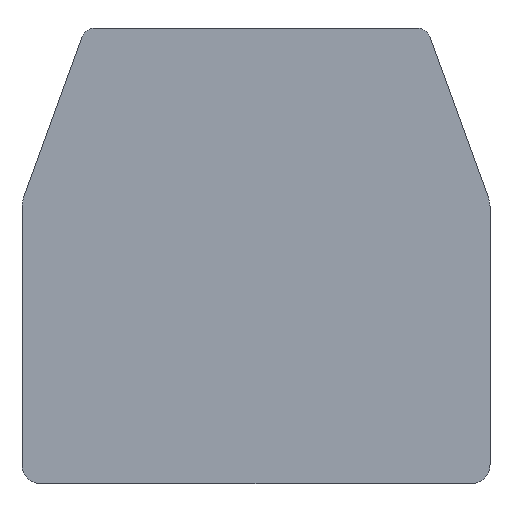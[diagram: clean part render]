
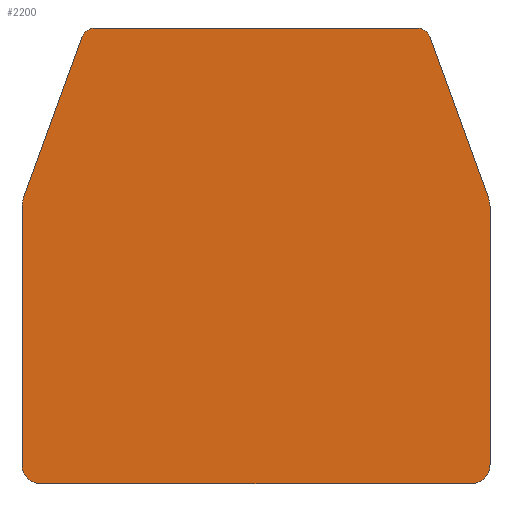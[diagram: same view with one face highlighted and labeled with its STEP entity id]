
A CAD part, top view. The second image highlights one B-rep face of the part: STEP entity #2200.
In plain terms, the highlighted planar face has unit normal (0, 0, 1).
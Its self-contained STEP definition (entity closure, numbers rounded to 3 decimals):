
#1110=CARTESIAN_POINT('',(13.737,39.907,1.5));
#1120=DIRECTION('',(0.,0.,1.));
#1130=DIRECTION('',(1.,0.,0.));
#1140=AXIS2_PLACEMENT_3D('',#1110,#1120,#1130);
#1150=PLANE('',#1140);
#1160=CARTESIAN_POINT('',(-12.8,35.,1.5));
#1170=DIRECTION('',(0.,0.,-1.));
#1180=DIRECTION('',(-1.,0.,0.));
#1190=AXIS2_PLACEMENT_3D('',#1160,#1170,#1180);
#1200=CIRCLE('',#1190,1.);
#1210=CARTESIAN_POINT('',(-13.739,35.342,1.5));
#1220=VERTEX_POINT('',#1210);
#1230=CARTESIAN_POINT('',(-12.8,36.,1.5));
#1240=VERTEX_POINT('',#1230);
#1250=EDGE_CURVE('',#1220,#1240,#1200,.T.);
#1260=ORIENTED_EDGE('',*,*,#1250,.F.);
#1270=CARTESIAN_POINT('',(13.737,36.,1.5));
#1280=DIRECTION('',(-1.,0.,0.));
#1290=VECTOR('',#1280,1.);
#1300=LINE('',#1270,#1290);
#1310=CARTESIAN_POINT('',(12.8,36.,1.5));
#1320=VERTEX_POINT('',#1310);
#1330=EDGE_CURVE('',#1320,#1240,#1300,.T.);
#1340=ORIENTED_EDGE('',*,*,#1330,.T.);
#1350=CARTESIAN_POINT('',(12.8,35.,1.5));
#1360=DIRECTION('',(0.,0.,1.));
#1370=DIRECTION('',(1.,0.,0.));
#1380=AXIS2_PLACEMENT_3D('',#1350,#1360,#1370);
#1390=CIRCLE('',#1380,1.);
#1400=CARTESIAN_POINT('',(13.739,35.342,1.5));
#1410=VERTEX_POINT('',#1400);
#1420=EDGE_CURVE('',#1410,#1320,#1390,.T.);
#1430=ORIENTED_EDGE('',*,*,#1420,.T.);
#1440=CARTESIAN_POINT('',(12.078,39.907,1.5));
#1450=DIRECTION('',(0.342,-0.94,0.));
#1460=VECTOR('',#1450,1.);
#1470=LINE('',#1440,#1460);
#1480=CARTESIAN_POINT('',(18.379,22.594,1.5));
#1490=VERTEX_POINT('',#1480);
#1500=EDGE_CURVE('',#1410,#1490,#1470,.T.);
#1510=ORIENTED_EDGE('',*,*,#1500,.F.);
#1520=CARTESIAN_POINT('',(16.5,21.91,1.5));
#1530=DIRECTION('',(0.,0.,-1.));
#1540=DIRECTION('',(-1.,0.,0.));
#1550=AXIS2_PLACEMENT_3D('',#1520,#1530,#1540);
#1560=CIRCLE('',#1550,2.);
#1570=CARTESIAN_POINT('',(18.5,21.91,1.5));
#1580=VERTEX_POINT('',#1570);
#1590=EDGE_CURVE('',#1490,#1580,#1560,.T.);
#1600=ORIENTED_EDGE('',*,*,#1590,.F.);
#1610=CARTESIAN_POINT('',(18.5,39.907,1.5));
#1620=DIRECTION('',(0.,1.,0.));
#1630=VECTOR('',#1620,1.);
#1640=LINE('',#1610,#1630);
#1650=CARTESIAN_POINT('',(18.5,1.5,1.5));
#1660=VERTEX_POINT('',#1650);
#1670=EDGE_CURVE('',#1660,#1580,#1640,.T.);
#1680=ORIENTED_EDGE('',*,*,#1670,.T.);
#1690=CARTESIAN_POINT('',(17.,1.5,1.5));
#1700=DIRECTION('',(0.,0.,1.));
#1710=DIRECTION('',(1.,0.,0.));
#1720=AXIS2_PLACEMENT_3D('',#1690,#1700,#1710);
#1730=CIRCLE('',#1720,1.5);
#1740=CARTESIAN_POINT('',(17.,0.,1.5));
#1750=VERTEX_POINT('',#1740);
#1760=EDGE_CURVE('',#1750,#1660,#1730,.T.);
#1770=ORIENTED_EDGE('',*,*,#1760,.T.);
#1780=CARTESIAN_POINT('',(13.737,0.,1.5));
#1790=DIRECTION('',(-1.,0.,0.));
#1800=VECTOR('',#1790,1.);
#1810=LINE('',#1780,#1800);
#1820=CARTESIAN_POINT('',(-17.,0.,1.5));
#1830=VERTEX_POINT('',#1820);
#1840=EDGE_CURVE('',#1750,#1830,#1810,.T.);
#1850=ORIENTED_EDGE('',*,*,#1840,.F.);
#1860=CARTESIAN_POINT('',(-17.,1.5,1.5));
#1870=DIRECTION('',(0.,0.,1.));
#1880=DIRECTION('',(1.,0.,0.));
#1890=AXIS2_PLACEMENT_3D('',#1860,#1870,#1880);
#1900=CIRCLE('',#1890,1.5);
#1910=CARTESIAN_POINT('',(-18.5,1.5,1.5));
#1920=VERTEX_POINT('',#1910);
#1930=EDGE_CURVE('',#1920,#1830,#1900,.T.);
#1940=ORIENTED_EDGE('',*,*,#1930,.T.);
#1950=CARTESIAN_POINT('',(-18.5,39.907,1.5));
#1960=DIRECTION('',(0.,1.,0.));
#1970=VECTOR('',#1960,1.);
#1980=LINE('',#1950,#1970);
#1990=CARTESIAN_POINT('',(-18.5,21.91,1.5));
#2000=VERTEX_POINT('',#1990);
#2010=EDGE_CURVE('',#1920,#2000,#1980,.T.);
#2020=ORIENTED_EDGE('',*,*,#2010,.F.);
#2030=CARTESIAN_POINT('',(-16.5,21.91,1.5));
#2040=DIRECTION('',(0.,0.,-1.));
#2050=DIRECTION('',(-1.,0.,0.));
#2060=AXIS2_PLACEMENT_3D('',#2030,#2040,#2050);
#2070=CIRCLE('',#2060,2.);
#2080=CARTESIAN_POINT('',(-18.379,22.594,1.5));
#2090=VERTEX_POINT('',#2080);
#2100=EDGE_CURVE('',#2000,#2090,#2070,.T.);
#2110=ORIENTED_EDGE('',*,*,#2100,.F.);
#2120=CARTESIAN_POINT('',(-12.078,39.907,1.5));
#2130=DIRECTION('',(0.342,0.94,0.));
#2140=VECTOR('',#2130,1.);
#2150=LINE('',#2120,#2140);
#2160=EDGE_CURVE('',#2090,#1220,#2150,.T.);
#2170=ORIENTED_EDGE('',*,*,#2160,.F.);
#2180=EDGE_LOOP('',(#2170,#2110,#2020,#1940,#1850,#1770,#1680,#1600,
#1510,#1430,#1340,#1260));
#2190=FACE_OUTER_BOUND('',#2180,.T.);
#2200=ADVANCED_FACE('',(#2190),#1150,.T.);
